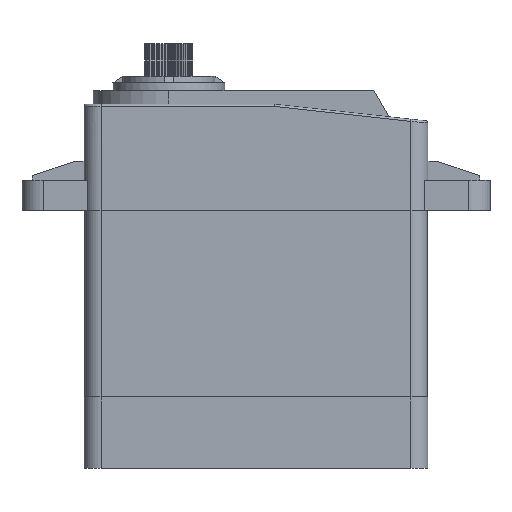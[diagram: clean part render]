
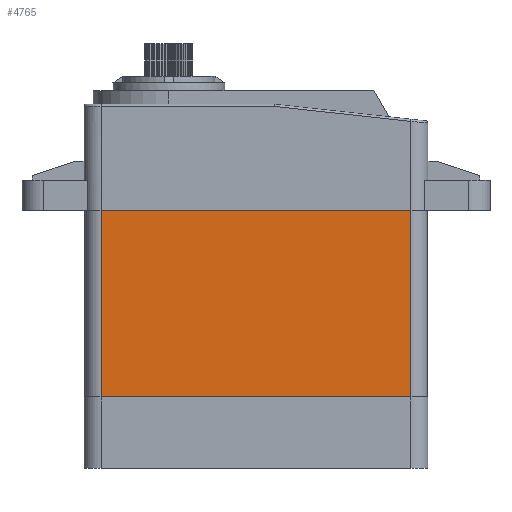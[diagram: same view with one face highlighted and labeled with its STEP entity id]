
A CAD part, front view. The second image highlights one B-rep face of the part: STEP entity #4765.
In plain terms, the highlighted planar face has unit normal (0, -1, 0).
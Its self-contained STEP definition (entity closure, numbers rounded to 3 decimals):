
#207=PLANE('',#5067);
#387=FACE_OUTER_BOUND('',#638,.T.);
#638=EDGE_LOOP('',(#3408,#3409,#3410,#3411));
#946=LINE('',#7101,#1464);
#947=LINE('',#7103,#1465);
#948=LINE('',#7105,#1466);
#949=LINE('',#7106,#1467);
#1464=VECTOR('',#5647,10.);
#1465=VECTOR('',#5648,10.);
#1466=VECTOR('',#5649,10.);
#1467=VECTOR('',#5650,10.);
#2167=VERTEX_POINT('',#7099);
#2168=VERTEX_POINT('',#7100);
#2169=VERTEX_POINT('',#7102);
#2170=VERTEX_POINT('',#7104);
#2657=EDGE_CURVE('',#2167,#2168,#946,.T.);
#2658=EDGE_CURVE('',#2167,#2169,#947,.T.);
#2659=EDGE_CURVE('',#2169,#2170,#948,.T.);
#2660=EDGE_CURVE('',#2168,#2170,#949,.T.);
#3408=ORIENTED_EDGE('',*,*,#2657,.F.);
#3409=ORIENTED_EDGE('',*,*,#2658,.T.);
#3410=ORIENTED_EDGE('',*,*,#2659,.T.);
#3411=ORIENTED_EDGE('',*,*,#2660,.F.);
#4765=ADVANCED_FACE('',(#387),#207,.T.);
#5067=AXIS2_PLACEMENT_3D('',#7098,#5645,#5646);
#5645=DIRECTION('center_axis',(0.,-1.,0.));
#5646=DIRECTION('ref_axis',(1.,0.,0.));
#5647=DIRECTION('',(-1.,0.,0.));
#5648=DIRECTION('',(0.,0.,1.));
#5649=DIRECTION('',(-1.,0.,0.));
#5650=DIRECTION('',(0.,0.,1.));
#7098=CARTESIAN_POINT('Origin',(-7.85,-9.9,0.));
#7099=CARTESIAN_POINT('',(28.15,-9.9,-21.7));
#7100=CARTESIAN_POINT('',(-7.85,-9.9,-21.7));
#7101=CARTESIAN_POINT('',(1.15,-9.9,-21.7));
#7102=CARTESIAN_POINT('',(28.15,-9.9,0.));
#7103=CARTESIAN_POINT('',(28.15,-9.9,0.));
#7104=CARTESIAN_POINT('',(-7.85,-9.9,0.));
#7105=CARTESIAN_POINT('',(1.15,-9.9,0.));
#7106=CARTESIAN_POINT('',(-7.85,-9.9,0.));
